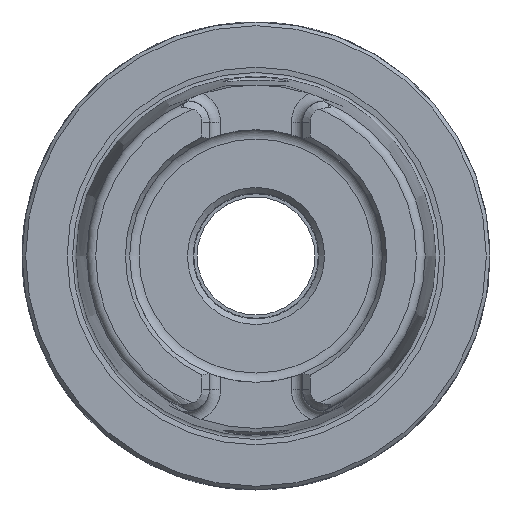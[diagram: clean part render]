
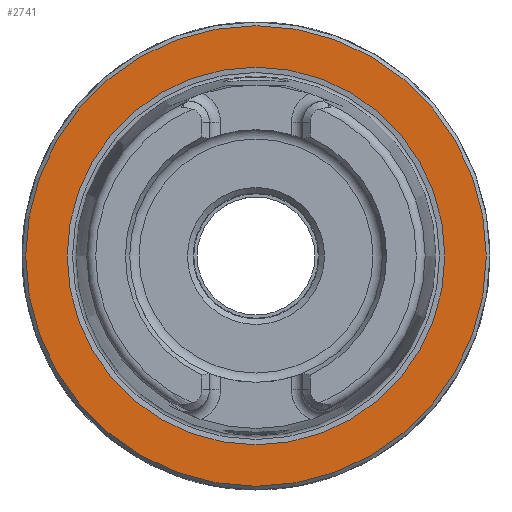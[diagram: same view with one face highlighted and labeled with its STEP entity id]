
A CAD part, left-side view. The second image highlights one B-rep face of the part: STEP entity #2741.
In plain terms, the highlighted planar face has unit normal (-1, 0, 0).
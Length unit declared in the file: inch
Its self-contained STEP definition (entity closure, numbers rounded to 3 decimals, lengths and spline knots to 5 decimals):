
#2707=CARTESIAN_POINT('',(0.0,1.22047,0.));
#2708=VERTEX_POINT('',#2707);
#2709=CARTESIAN_POINT('',(0.0,0.0,0.0));
#2710=DIRECTION('',(1.0,0.0,0.0));
#2711=DIRECTION('',(0.0,-1.0,0.0));
#2712=AXIS2_PLACEMENT_3D('',#2709,#2710,#2711);
#2713=CIRCLE('',#2712,1.22047);
#2714=EDGE_CURVE('',#2708,#2708,#2713,.T.);
#2722=CARTESIAN_POINT('',(0.0,0.62008,0.0));
#2723=DIRECTION('',(-1.0,0.0,0.0));
#2724=DIRECTION('',(0.0,0.0,1.0));
#2725=AXIS2_PLACEMENT_3D('',#2722,#2723,#2724);
#2726=PLANE('',#2725);
#2727=ORIENTED_EDGE('',*,*,#2714,.F.);
#2728=EDGE_LOOP('',(#2727));
#2729=FACE_OUTER_BOUND('',#2728,.T.);
#2730=CARTESIAN_POINT('',(0.0,1.0008,0.0));
#2731=VERTEX_POINT('',#2730);
#2732=CARTESIAN_POINT('',(0.0,0.0,0.0));
#2733=DIRECTION('',(1.0,0.0,0.0));
#2734=DIRECTION('',(0.0,1.0,0.0));
#2735=AXIS2_PLACEMENT_3D('',#2732,#2733,#2734);
#2736=CIRCLE('',#2735,1.0008);
#2737=EDGE_CURVE('',#2731,#2731,#2736,.T.);
#2738=ORIENTED_EDGE('',*,*,#2737,.T.);
#2739=EDGE_LOOP('',(#2738));
#2740=FACE_BOUND('',#2739,.T.);
#2741=ADVANCED_FACE('',(#2729,#2740),#2726,.T.);
